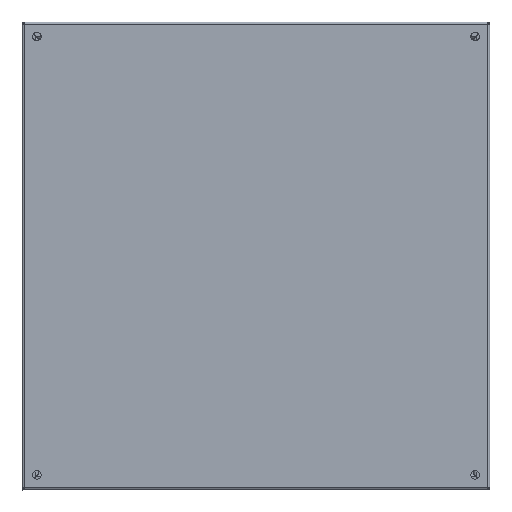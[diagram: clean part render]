
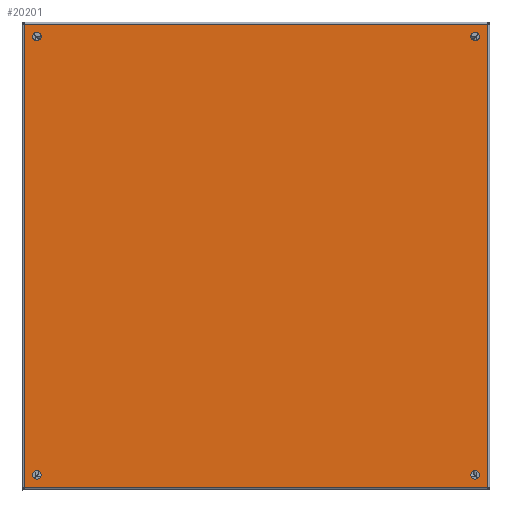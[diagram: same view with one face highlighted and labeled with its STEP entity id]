
A CAD part, top view. The second image highlights one B-rep face of the part: STEP entity #20201.
In plain terms, the highlighted face is planar.
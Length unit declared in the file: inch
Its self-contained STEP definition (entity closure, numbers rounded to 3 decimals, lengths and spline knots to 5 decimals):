
#15298=CARTESIAN_POINT('',(0.53125,0.75,0.0));
#15299=VERTEX_POINT('',#15298);
#15300=CARTESIAN_POINT('',(0.75,0.75,0.0));
#15301=DIRECTION('',(0.0,0.0,1.0));
#15302=DIRECTION('',(1.0,0.0,0.0));
#15303=AXIS2_PLACEMENT_3D('',#15300,#15301,#15302);
#15304=CIRCLE('',#15303,0.21875);
#15305=EDGE_CURVE('',#15299,#15299,#15304,.T.);
#15326=CARTESIAN_POINT('',(23.03125,0.75,0.0));
#15327=VERTEX_POINT('',#15326);
#15328=CARTESIAN_POINT('',(23.25,0.75,0.0));
#15329=DIRECTION('',(0.0,0.0,1.0));
#15330=DIRECTION('',(1.0,0.0,0.0));
#15331=AXIS2_PLACEMENT_3D('',#15328,#15329,#15330);
#15332=CIRCLE('',#15331,0.21875);
#15333=EDGE_CURVE('',#15327,#15327,#15332,.T.);
#15354=CARTESIAN_POINT('',(0.53125,23.25,0.0));
#15355=VERTEX_POINT('',#15354);
#15356=CARTESIAN_POINT('',(0.75,23.25,0.0));
#15357=DIRECTION('',(0.0,0.0,1.0));
#15358=DIRECTION('',(1.0,0.0,0.0));
#15359=AXIS2_PLACEMENT_3D('',#15356,#15357,#15358);
#15360=CIRCLE('',#15359,0.21875);
#15361=EDGE_CURVE('',#15355,#15355,#15360,.T.);
#15382=CARTESIAN_POINT('',(23.03125,23.25,0.0));
#15383=VERTEX_POINT('',#15382);
#15384=CARTESIAN_POINT('',(23.25,23.25,0.0));
#15385=DIRECTION('',(0.0,0.0,1.0));
#15386=DIRECTION('',(1.0,0.0,0.0));
#15387=AXIS2_PLACEMENT_3D('',#15384,#15385,#15386);
#15388=CIRCLE('',#15387,0.21875);
#15389=EDGE_CURVE('',#15383,#15383,#15388,.T.);
#18979=CARTESIAN_POINT('',(23.89475,23.88277,0.0));
#18980=VERTEX_POINT('',#18979);
#19077=CARTESIAN_POINT('',(23.89475,0.11723,0.0));
#19078=VERTEX_POINT('',#19077);
#19121=CARTESIAN_POINT('',(23.89475,23.88277,0.0));
#19122=DIRECTION('',(0.0,-1.0,0.0));
#19123=VECTOR('',#19122,23.76553);
#19124=LINE('',#19121,#19123);
#19125=EDGE_CURVE('',#18980,#19078,#19124,.T.);
#19296=CARTESIAN_POINT('',(0.11723,23.89475,0.));
#19297=VERTEX_POINT('',#19296);
#19394=CARTESIAN_POINT('',(23.88277,23.89475,0.0));
#19395=VERTEX_POINT('',#19394);
#19438=CARTESIAN_POINT('',(0.11723,23.89475,0.0));
#19439=DIRECTION('',(1.0,0.0,0.0));
#19440=VECTOR('',#19439,23.76553);
#19441=LINE('',#19438,#19440);
#19442=EDGE_CURVE('',#19297,#19395,#19441,.T.);
#19609=CARTESIAN_POINT('',(0.10525,0.11723,0.0));
#19610=VERTEX_POINT('',#19609);
#19707=CARTESIAN_POINT('',(0.10525,23.88277,0.0));
#19708=VERTEX_POINT('',#19707);
#19751=CARTESIAN_POINT('',(0.10525,0.11723,0.0));
#19752=DIRECTION('',(0.0,1.0,0.0));
#19753=VECTOR('',#19752,23.76553);
#19754=LINE('',#19751,#19753);
#19755=EDGE_CURVE('',#19610,#19708,#19754,.T.);
#19922=CARTESIAN_POINT('',(23.88277,0.10525,0.0));
#19923=VERTEX_POINT('',#19922);
#19978=CARTESIAN_POINT('',(0.11723,0.10525,0.0));
#19979=VERTEX_POINT('',#19978);
#19993=CARTESIAN_POINT('',(23.88277,0.10525,0.0));
#19994=DIRECTION('',(-1.0,0.0,0.0));
#19995=VECTOR('',#19994,23.76553);
#19996=LINE('',#19993,#19995);
#19997=EDGE_CURVE('',#19923,#19979,#19996,.T.);
#20088=CARTESIAN_POINT('',(0.06211,0.06211,0.0));
#20089=DIRECTION('',(0.0,0.0,1.0));
#20090=DIRECTION('',(1.0,0.0,0.0));
#20091=AXIS2_PLACEMENT_3D('',#20088,#20089,#20090);
#20092=CIRCLE('',#20091,0.07);
#20093=EDGE_CURVE('',#19979,#19610,#20092,.T.);
#20150=CARTESIAN_POINT('',(23.93789,0.06211,0.0));
#20151=DIRECTION('',(0.0,0.0,1.0));
#20152=DIRECTION('',(1.0,0.0,0.0));
#20153=AXIS2_PLACEMENT_3D('',#20150,#20151,#20152);
#20154=CIRCLE('',#20153,0.07);
#20155=EDGE_CURVE('',#19078,#19923,#20154,.T.);
#20162=CARTESIAN_POINT('',(12.0,12.,0.0));
#20163=DIRECTION('',(0.0,0.0,1.0));
#20164=DIRECTION('',(1.0,0.0,0.0));
#20165=AXIS2_PLACEMENT_3D('',#20162,#20163,#20164);
#20166=PLANE('',#20165);
#20167=ORIENTED_EDGE('',*,*,#19997,.T.);
#20168=ORIENTED_EDGE('',*,*,#20093,.T.);
#20169=ORIENTED_EDGE('',*,*,#19755,.T.);
#20170=CARTESIAN_POINT('',(0.06211,23.93789,0.0));
#20171=DIRECTION('',(0.0,0.0,1.0));
#20172=DIRECTION('',(1.0,0.0,0.0));
#20173=AXIS2_PLACEMENT_3D('',#20170,#20171,#20172);
#20174=CIRCLE('',#20173,0.07);
#20175=EDGE_CURVE('',#19708,#19297,#20174,.T.);
#20176=ORIENTED_EDGE('',*,*,#20175,.T.);
#20177=ORIENTED_EDGE('',*,*,#19442,.T.);
#20178=CARTESIAN_POINT('',(23.93789,23.93789,0.0));
#20179=DIRECTION('',(0.0,0.0,1.0));
#20180=DIRECTION('',(1.0,0.0,0.0));
#20181=AXIS2_PLACEMENT_3D('',#20178,#20179,#20180);
#20182=CIRCLE('',#20181,0.07);
#20183=EDGE_CURVE('',#19395,#18980,#20182,.T.);
#20184=ORIENTED_EDGE('',*,*,#20183,.T.);
#20185=ORIENTED_EDGE('',*,*,#19125,.T.);
#20186=ORIENTED_EDGE('',*,*,#20155,.T.);
#20187=EDGE_LOOP('',(#20167,#20168,#20169,#20176,#20177,#20184,#20185,#20186));
#20188=FACE_OUTER_BOUND('',#20187,.T.);
#20189=ORIENTED_EDGE('',*,*,#15305,.T.);
#20190=EDGE_LOOP('',(#20189));
#20191=FACE_BOUND('',#20190,.T.);
#20192=ORIENTED_EDGE('',*,*,#15333,.T.);
#20193=EDGE_LOOP('',(#20192));
#20194=FACE_BOUND('',#20193,.T.);
#20195=ORIENTED_EDGE('',*,*,#15361,.T.);
#20196=EDGE_LOOP('',(#20195));
#20197=FACE_BOUND('',#20196,.T.);
#20198=ORIENTED_EDGE('',*,*,#15389,.T.);
#20199=EDGE_LOOP('',(#20198));
#20200=FACE_BOUND('',#20199,.T.);
#20201=ADVANCED_FACE('',(#20188,#20191,#20194,#20197,#20200),#20166,.F.);
